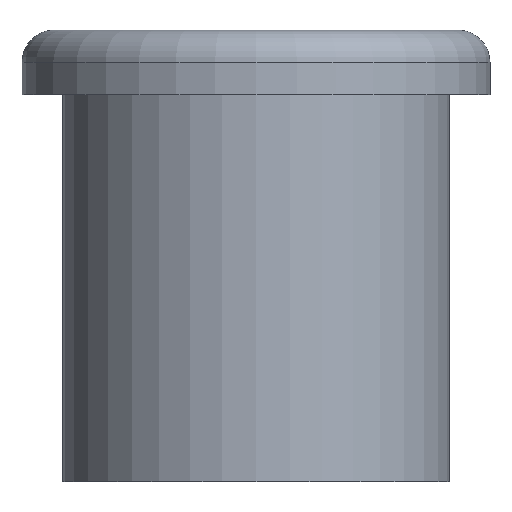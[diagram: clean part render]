
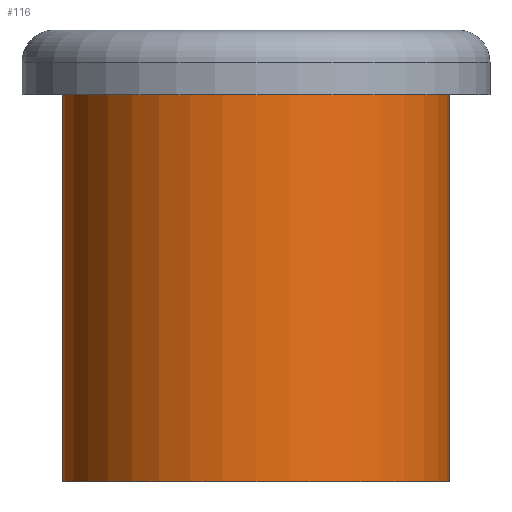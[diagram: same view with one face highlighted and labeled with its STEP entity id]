
A CAD part, front view. The second image highlights one B-rep face of the part: STEP entity #116.
In plain terms, the highlighted cylindrical face has radius 6 mm (diameter 12 mm), a full revolution.
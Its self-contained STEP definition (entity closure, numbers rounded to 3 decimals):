
#83 = EDGE_CURVE('',#84,#84,#86,.T.);
#84 = VERTEX_POINT('',#85);
#85 = CARTESIAN_POINT('',(6.,0.,12.));
#86 = CIRCLE('',#87,6.);
#87 = AXIS2_PLACEMENT_3D('',#88,#89,#90);
#88 = CARTESIAN_POINT('',(0.,0.,12.));
#89 = DIRECTION('',(0.,0.,1.));
#90 = DIRECTION('',(1.,0.,0.));
#116 = ADVANCED_FACE('',(#117),#136,.T.);
#117 = FACE_BOUND('',#118,.F.);
#118 = EDGE_LOOP('',(#119,#127,#128,#129));
#119 = ORIENTED_EDGE('',*,*,#120,.T.);
#120 = EDGE_CURVE('',#121,#84,#123,.T.);
#121 = VERTEX_POINT('',#122);
#122 = CARTESIAN_POINT('',(6.,0.,0.));
#123 = LINE('',#124,#125);
#124 = CARTESIAN_POINT('',(6.,0.,0.));
#125 = VECTOR('',#126,1.);
#126 = DIRECTION('',(0.,0.,1.));
#127 = ORIENTED_EDGE('',*,*,#83,.T.);
#128 = ORIENTED_EDGE('',*,*,#120,.F.);
#129 = ORIENTED_EDGE('',*,*,#130,.F.);
#130 = EDGE_CURVE('',#121,#121,#131,.T.);
#131 = CIRCLE('',#132,6.);
#132 = AXIS2_PLACEMENT_3D('',#133,#134,#135);
#133 = CARTESIAN_POINT('',(0.,0.,0.));
#134 = DIRECTION('',(0.,0.,1.));
#135 = DIRECTION('',(1.,0.,0.));
#136 = CYLINDRICAL_SURFACE('',#137,6.);
#137 = AXIS2_PLACEMENT_3D('',#138,#139,#140);
#138 = CARTESIAN_POINT('',(0.,0.,0.));
#139 = DIRECTION('',(-0.,-0.,-1.));
#140 = DIRECTION('',(1.,0.,0.));
